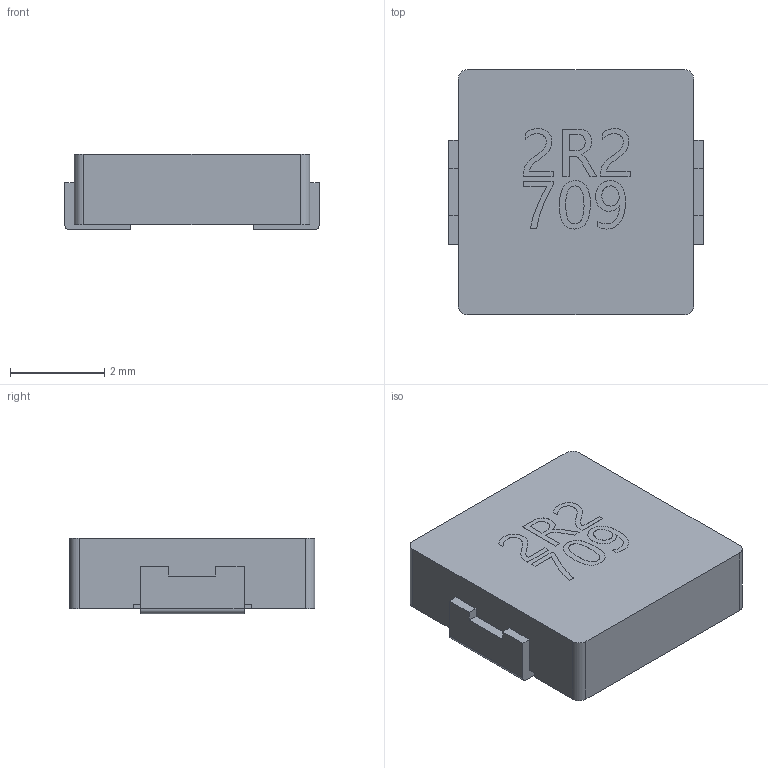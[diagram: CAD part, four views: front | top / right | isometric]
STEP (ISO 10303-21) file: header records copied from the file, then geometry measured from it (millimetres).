
FILE_DESCRIPTION (( 'STEP AP214' ), '1' );
FILE_NAME ('IND-SMD_L5.4-W5.2-H1.6_0518CDMCCDS.step', '2022-07-09T00:30:58', ( '' ), ( '' ), 'SwSTEP 2.0', 'SolidWorks 2020', '' );
FILE_SCHEMA (( 'AUTOMOTIVE_DESIGN' ));
Length unit declared in the file: millimetre
Products named in the file (1): IND-SMD_L5.4-W5.2-H1.6_0518CDMCCDS
Bounding box: 5.4 x 5.21 x 1.6 mm (x, y, z)
Volume: 40.1 mm3; surface area: 104.8 mm2
Topology: 3 solids, 3 shells, 409 faces, 1104 edges, 736 vertices
Faces by surface type: plane 246, bspline 157, cylinder 6
Entity records: 21025 total; most frequent: CARTESIAN_POINT 7327, ORIENTED_EDGE 2208, DIRECTION 1304, EDGE_CURVE 1104, VECTOR 774, LINE 774, VERTEX_POINT 736, EDGE_LOOP 444
